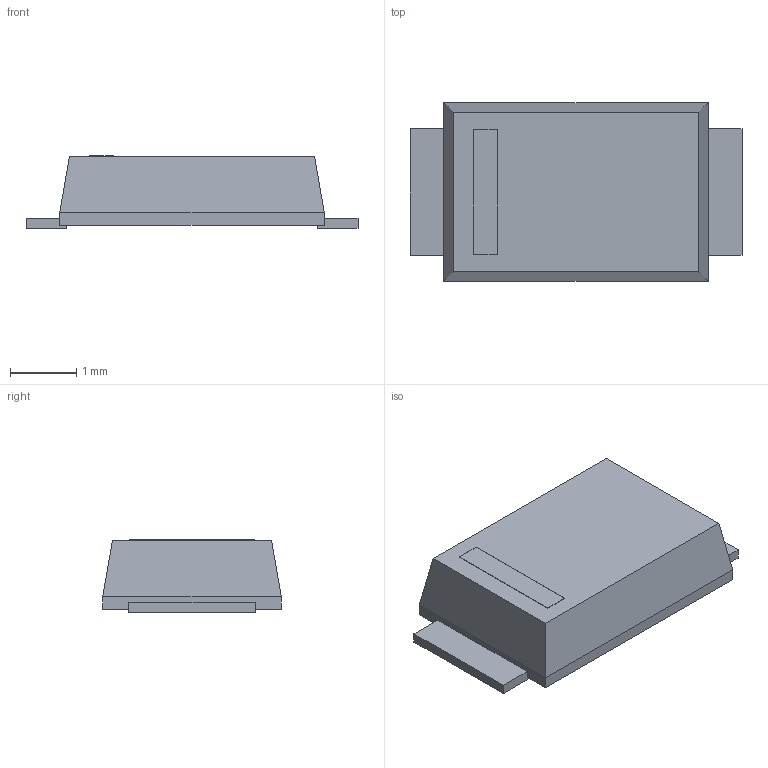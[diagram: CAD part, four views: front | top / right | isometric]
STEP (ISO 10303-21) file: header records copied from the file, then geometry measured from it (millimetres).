
FILE_DESCRIPTION(('FreeCAD Model'),'2;1');
FILE_NAME('Open CASCADE Shape Model','2025-02-08T09:52:10',(''),(''), 'Open CASCADE STEP processor 7.8','FreeCAD','Unknown');
FILE_SCHEMA(('AUTOMOTIVE_DESIGN { 1 0 10303 214 1 1 1 1 }'));
Length unit declared in the file: millimetre
Products named in the file (5): part004; part; part001; part002; part003
Assembly tree (4 placements, depth 2):
  part004
    part
    part001
    part002
    part003
Bounding box: 5 x 2.69 x 1.1 mm (x, y, z)
Volume: 10.7 mm3; surface area: 40.7 mm2
Topology: 4 solids, 4 shells, 32 faces, 68 edges, 44 vertices
Faces by surface type: plane 32
Entity records: 1086 total; most frequent: CARTESIAN_POINT 149, DIRECTION 142, ORIENTED_EDGE 136, EDGE_CURVE 68, LINE 68, VECTOR 68, VERTEX_POINT 44, AXIS2_PLACEMENT_3D 37
